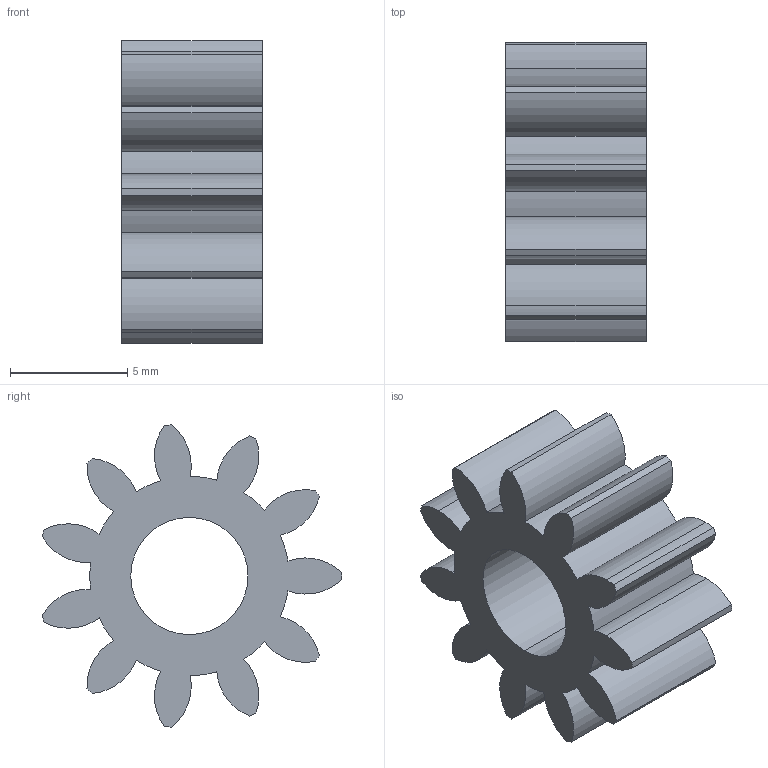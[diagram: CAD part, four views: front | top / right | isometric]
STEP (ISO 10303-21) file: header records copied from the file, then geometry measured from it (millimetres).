
FILE_DESCRIPTION (( 'STEP AP214' ), '1' );
FILE_NAME ('Gear_chico.STEP', '2021-02-16T19:20:25', ( '' ), ( '' ), 'SwSTEP 2.0', 'SolidWorks 2018', '' );
FILE_SCHEMA (( 'AUTOMOTIVE_DESIGN' ));
Length unit declared in the file: millimetre
Products named in the file (1): Gear_chico
Bounding box: 6 x 12.78 x 12.91 mm (x, y, z)
Volume: 409.8 mm3; surface area: 653.7 mm2
Topology: 1 solids, 1 shells, 52 faces, 150 edges, 100 vertices
Faces by surface type: cylinder 50, plane 2
Entity records: 1812 total; most frequent: DIRECTION 356, CARTESIAN_POINT 303, ORIENTED_EDGE 300, AXIS2_PLACEMENT_3D 153, EDGE_CURVE 150, CIRCLE 100, VERTEX_POINT 100, EDGE_LOOP 54
